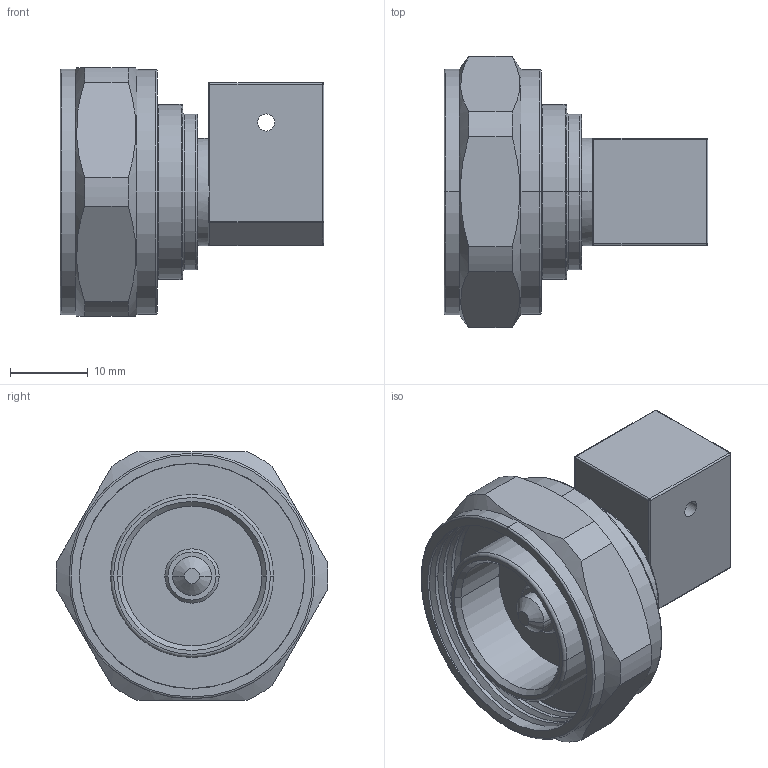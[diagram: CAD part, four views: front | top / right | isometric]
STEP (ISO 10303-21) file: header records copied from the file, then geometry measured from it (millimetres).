
FILE_DESCRIPTION((''),'2;1');
FILE_NAME('PRT0001','2021-09-02T',('1111'),(''),'PRO/ENGINEER BY PARAMETRIC TECHNOLOGY CORPORATION, 2012090','PRO/ENGINEER BY PARAMETRIC TECHNOLOGY CORPORATION, 2012090','');
FILE_SCHEMA(('CONFIG_CONTROL_DESIGN'));
Length unit declared in the file: millimetre
Products named in the file (1): PRT0001
Bounding box: 34 x 34.98 x 32 mm (x, y, z)
Volume: 12857.6 mm3; surface area: 6505.6 mm2
Topology: 1 solids, 1 shells, 119 faces, 262 edges, 153 vertices
Faces by surface type: cylinder 54, plane 27, torus 14, sphere 11, cone 10, bspline 3
Entity records: 4480 total; most frequent: CARTESIAN_POINT 1823, DIRECTION 577, ORIENTED_EDGE 524, EDGE_CURVE 262, AXIS2_PLACEMENT_3D 240, VERTEX_POINT 153, EDGE_LOOP 129, CIRCLE 124
